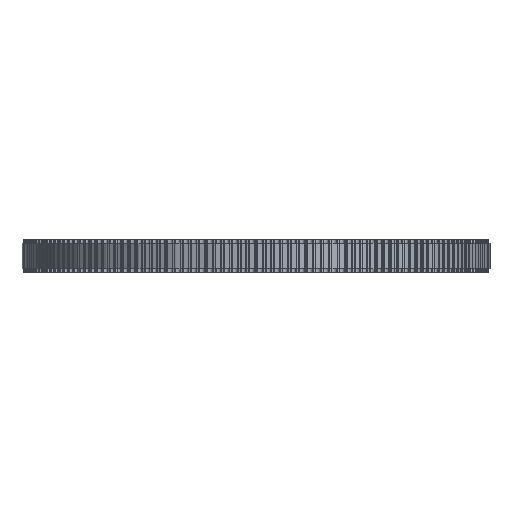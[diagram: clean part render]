
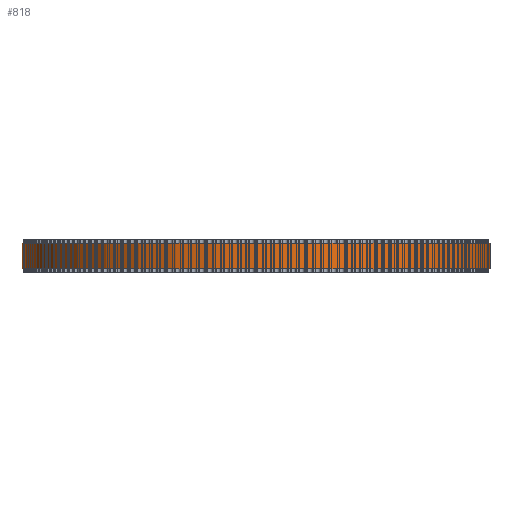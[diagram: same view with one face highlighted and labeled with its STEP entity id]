
A CAD part, front view. The second image highlights one B-rep face of the part: STEP entity #818.
In plain terms, the highlighted cylindrical face has radius 55.386 mm (diameter 110.772 mm), a full revolution.
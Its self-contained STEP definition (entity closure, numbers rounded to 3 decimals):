
#97=FACE_BOUND('',#2912,.T.);
#98=FACE_BOUND('',#2913,.T.);
#818=ADVANCED_FACE('',(#97,#98),#1515,.T.);
#1515=CYLINDRICAL_SURFACE('',#15455,55.386);
#2912=EDGE_LOOP('',(#8482));
#2913=EDGE_LOOP('',(#8483));
#8482=ORIENTED_EDGE('',*,*,#11966,.T.);
#8483=ORIENTED_EDGE('',*,*,#11967,.T.);
#9876=VERTEX_POINT('',#24520);
#9877=VERTEX_POINT('',#24522);
#11966=EDGE_CURVE('',#9876,#9876,#13360,.T.);
#11967=EDGE_CURVE('',#9877,#9877,#13361,.T.);
#13360=CIRCLE('',#15453,55.386);
#13361=CIRCLE('',#15454,55.386);
#15453=AXIS2_PLACEMENT_3D('',#24519,#20334,#20335);
#15454=AXIS2_PLACEMENT_3D('',#24521,#20336,#20337);
#15455=AXIS2_PLACEMENT_3D('',#24523,#20338,#20339);
#20334=DIRECTION('',(0.,0.,1.));
#20335=DIRECTION('',(1.,0.,0.));
#20336=DIRECTION('',(0.,0.,-1.));
#20337=DIRECTION('',(1.,0.,0.));
#20338=DIRECTION('',(0.,0.,1.));
#20339=DIRECTION('',(1.,0.,0.));
#24519=CARTESIAN_POINT('',(0.,0.,1.));
#24520=CARTESIAN_POINT('',(55.386,0.,1.));
#24521=CARTESIAN_POINT('',(0.,0.,7.));
#24522=CARTESIAN_POINT('',(55.386,0.,7.));
#24523=CARTESIAN_POINT('',(0.,0.,1.));
